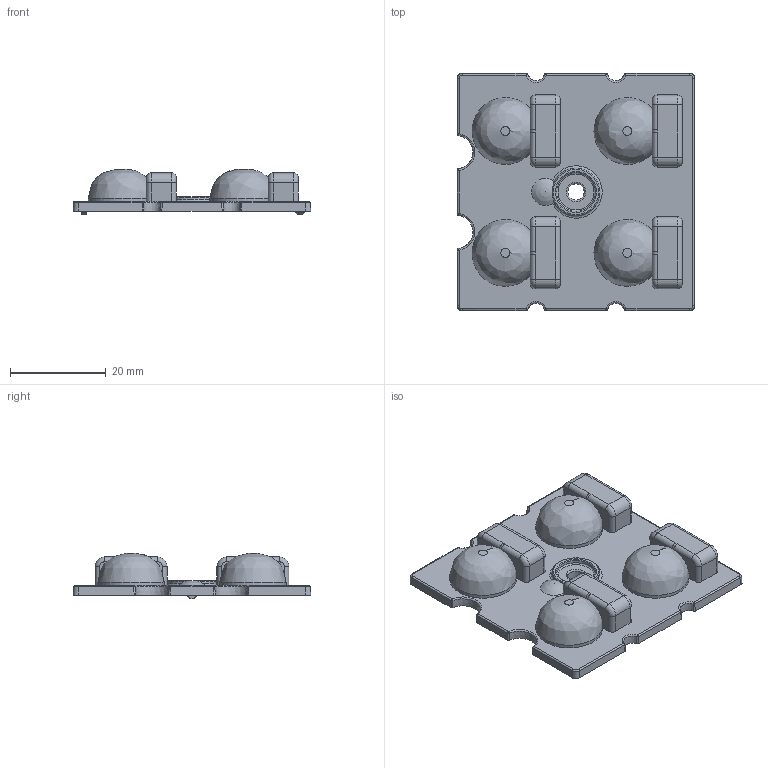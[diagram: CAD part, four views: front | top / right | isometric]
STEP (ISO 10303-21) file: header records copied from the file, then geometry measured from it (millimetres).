
FILE_DESCRIPTION(('STEP AP214'),'1');
FILE_NAME('260126_X76102_AVIKA_FT45_mechanics .stp','2026-02-02T10:40:33',(' '),(' '),'Spatial InterOp 3D',' ',' ');
FILE_SCHEMA(('AUTOMOTIVE_DESIGN { 1 0 10303 214 1 1 1 1 }'));
Length unit declared in the file: millimetre
Products named in the file (1): 260126_X76102_AVIKA_FT45_mechanics 
Bounding box: 49.5 x 49.5 x 9.45 mm (x, y, z)
Volume: 7943.4 mm3; surface area: 7427.3 mm2
Topology: 1 solids, 1 shells, 431 faces, 1063 edges, 643 vertices
Faces by surface type: cylinder 177, plane 108, bspline 78, torus 35, cone 20, sphere 13
Entity records: 29777 total; most frequent: CARTESIAN_POINT 16650, ORIENTED_EDGE 2050, DIRECTION 1962, EDGE_CURVE 1025, AXIS2_PLACEMENT_3D 779, VERTEX_POINT 633, EDGE_LOOP 470, FACE_OUTER_BOUND 441
